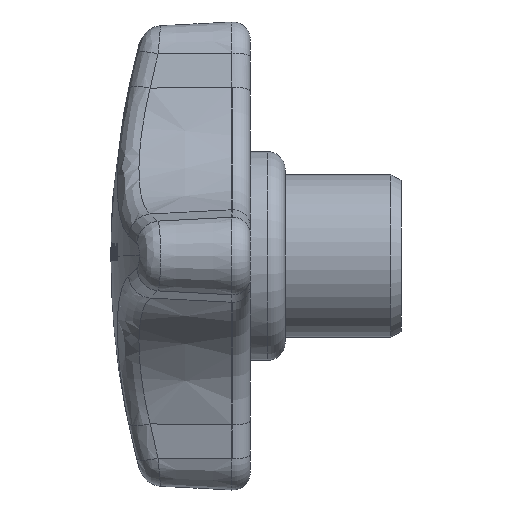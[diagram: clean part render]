
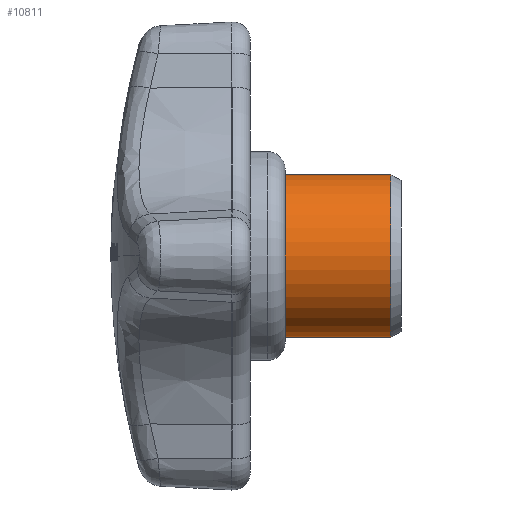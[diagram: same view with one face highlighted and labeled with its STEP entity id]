
A CAD part, left-side view. The second image highlights one B-rep face of the part: STEP entity #10811.
In plain terms, the highlighted cylindrical face has radius 7 mm (diameter 14 mm), a partial arc.
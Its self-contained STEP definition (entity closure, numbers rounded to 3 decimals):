
#547 = EDGE_CURVE ( 'NONE', #33279, #12307, #16737, .T. ) ;
#670 = DIRECTION ( 'NONE',  ( 0., -1., 0. ) ) ;
#1339 = DIRECTION ( 'NONE',  ( 0., 1., 0. ) ) ;
#3330 = CARTESIAN_POINT ( 'NONE',  ( 0., -12.134, 7. ) ) ;
#4331 = AXIS2_PLACEMENT_3D ( 'NONE', #25755, #12693, #5690 ) ;
#5690 = DIRECTION ( 'NONE',  ( 0., 0., -1. ) ) ;
#6228 = VERTEX_POINT ( 'NONE', #11059 ) ;
#8834 = CARTESIAN_POINT ( 'NONE',  ( 0., 5., 7. ) ) ;
#9032 = DIRECTION ( 'NONE',  ( 0., 1., 0. ) ) ;
#9221 = DIRECTION ( 'NONE',  ( 0., 0., 1. ) ) ;
#10811 = ADVANCED_FACE ( 'NONE', ( #23376 ), #18435, .T. ) ;
#11059 = CARTESIAN_POINT ( 'NONE',  ( 0., 5., -7. ) ) ;
#11377 = EDGE_CURVE ( 'NONE', #6228, #33965, #18180, .T. ) ;
#12307 = VERTEX_POINT ( 'NONE', #3330 ) ;
#12693 = DIRECTION ( 'NONE',  ( 0., -1., 0. ) ) ;
#14083 = DIRECTION ( 'NONE',  ( 0., -1., 0. ) ) ;
#14528 = CARTESIAN_POINT ( 'NONE',  ( 0., 5., 0. ) ) ;
#15465 = AXIS2_PLACEMENT_3D ( 'NONE', #14528, #9032, #27365 ) ;
#16450 = EDGE_CURVE ( 'NONE', #33965, #12307, #29604, .T. ) ;
#16737 = LINE ( 'NONE', #18869, #21677 ) ;
#16898 = CARTESIAN_POINT ( 'NONE',  ( 0., -12.134, 0. ) ) ;
#18180 = LINE ( 'NONE', #32230, #21067 ) ;
#18435 = CYLINDRICAL_SURFACE ( 'NONE', #4331, 7. ) ;
#18869 = CARTESIAN_POINT ( 'NONE',  ( 0., 24.799, 7. ) ) ;
#20981 = ORIENTED_EDGE ( 'NONE', *, *, #547, .F. ) ;
#21067 = VECTOR ( 'NONE', #14083, 1000. ) ;
#21677 = VECTOR ( 'NONE', #670, 1000. ) ;
#21794 = CIRCLE ( 'NONE', #15465, 7. ) ;
#22786 = EDGE_LOOP ( 'NONE', ( #20981, #28238, #23012, #26018 ) ) ;
#23012 = ORIENTED_EDGE ( 'NONE', *, *, #11377, .T. ) ;
#23376 = FACE_OUTER_BOUND ( 'NONE', #22786, .T. ) ;
#25666 = AXIS2_PLACEMENT_3D ( 'NONE', #16898, #1339, #9221 ) ;
#25755 = CARTESIAN_POINT ( 'NONE',  ( 0., 24.799, 0. ) ) ;
#26018 = ORIENTED_EDGE ( 'NONE', *, *, #16450, .T. ) ;
#27343 = EDGE_CURVE ( 'NONE', #6228, #33279, #21794, .T. ) ;
#27365 = DIRECTION ( 'NONE',  ( 0., 0., 1. ) ) ;
#28238 = ORIENTED_EDGE ( 'NONE', *, *, #27343, .F. ) ;
#29604 = CIRCLE ( 'NONE', #25666, 7. ) ;
#32230 = CARTESIAN_POINT ( 'NONE',  ( 0., 24.799, -7. ) ) ;
#33279 = VERTEX_POINT ( 'NONE', #8834 ) ;
#33737 = CARTESIAN_POINT ( 'NONE',  ( 0., -12.134, -7. ) ) ;
#33965 = VERTEX_POINT ( 'NONE', #33737 ) ;
